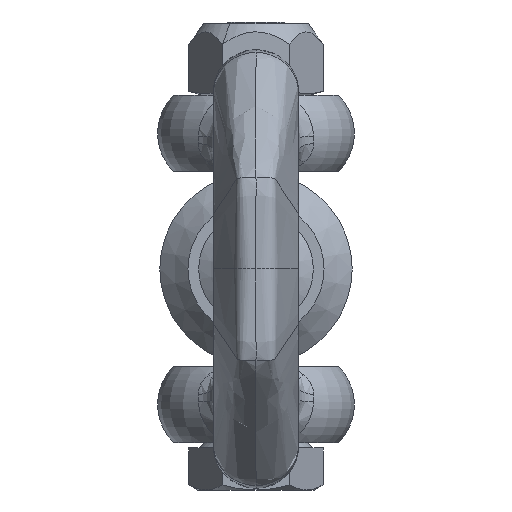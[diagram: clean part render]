
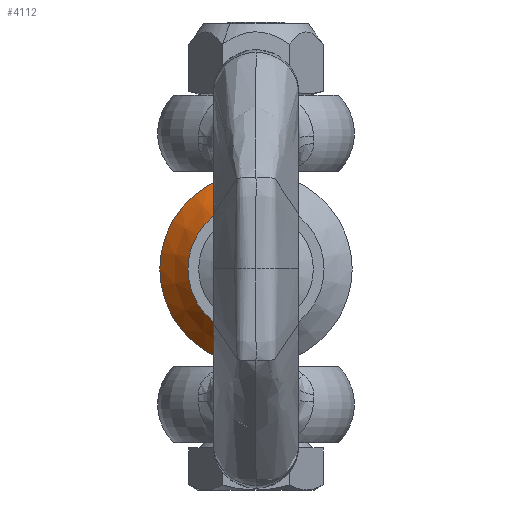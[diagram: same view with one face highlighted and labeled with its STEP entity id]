
A CAD part, left-side view. The second image highlights one B-rep face of the part: STEP entity #4112.
In plain terms, the highlighted conical face has half-angle 45 degrees and reference radius 10.75 mm.
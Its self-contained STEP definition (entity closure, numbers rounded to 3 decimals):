
#441 = VERTEX_POINT ( 'NONE', #20208 ) ;
#860 = DIRECTION ( 'NONE',  ( 0.707, 0., 0.707 ) ) ;
#877 = ORIENTED_EDGE ( 'NONE', *, *, #19158, .F. ) ;
#983 = FACE_OUTER_BOUND ( 'NONE', #1291, .T. ) ;
#1291 = EDGE_LOOP ( 'NONE', ( #877, #14498, #9510, #5175 ) ) ;
#3324 = DIRECTION ( 'NONE',  ( 0., 0., -1. ) ) ;
#4006 = AXIS2_PLACEMENT_3D ( 'NONE', #17845, #11897, #14848 ) ;
#4112 = ADVANCED_FACE ( 'NONE', ( #983 ), #8564, .T. ) ;
#4510 = CARTESIAN_POINT ( 'NONE',  ( 0., 0., 7.6 ) ) ;
#4552 = VERTEX_POINT ( 'NONE', #12578 ) ;
#5175 = ORIENTED_EDGE ( 'NONE', *, *, #17263, .F. ) ;
#5663 = AXIS2_PLACEMENT_3D ( 'NONE', #14703, #19534, #8450 ) ;
#6631 = VECTOR ( 'NONE', #11835, 1000. ) ;
#7223 = CARTESIAN_POINT ( 'NONE',  ( 3.15, 0., 0. ) ) ;
#7282 = CIRCLE ( 'NONE', #4006, 10.75 ) ;
#7798 = CARTESIAN_POINT ( 'NONE',  ( 3.15, 0., -10.75 ) ) ;
#8450 = DIRECTION ( 'NONE',  ( 0., 0., 1. ) ) ;
#8564 = CONICAL_SURFACE ( 'NONE', #14780, 10.75, 0.785 ) ;
#9233 = LINE ( 'NONE', #7798, #6631 ) ;
#9409 = LINE ( 'NONE', #13349, #15432 ) ;
#9510 = ORIENTED_EDGE ( 'NONE', *, *, #18878, .T. ) ;
#11835 = DIRECTION ( 'NONE',  ( 0.707, 0., -0.707 ) ) ;
#11872 = CIRCLE ( 'NONE', #5663, 7.6 ) ;
#11897 = DIRECTION ( 'NONE',  ( -1., 0., 0. ) ) ;
#12578 = CARTESIAN_POINT ( 'NONE',  ( 3.15, 0., -10.75 ) ) ;
#12664 = VERTEX_POINT ( 'NONE', #15325 ) ;
#13349 = CARTESIAN_POINT ( 'NONE',  ( 3.15, 0., 10.75 ) ) ;
#14498 = ORIENTED_EDGE ( 'NONE', *, *, #16250, .T. ) ;
#14703 = CARTESIAN_POINT ( 'NONE',  ( 0., 0., 0. ) ) ;
#14780 = AXIS2_PLACEMENT_3D ( 'NONE', #7223, #17365, #3324 ) ;
#14848 = DIRECTION ( 'NONE',  ( 0., 0., 1. ) ) ;
#15000 = VERTEX_POINT ( 'NONE', #4510 ) ;
#15325 = CARTESIAN_POINT ( 'NONE',  ( 3.15, 0., 10.75 ) ) ;
#15432 = VECTOR ( 'NONE', #860, 1000. ) ;
#16250 = EDGE_CURVE ( 'NONE', #15000, #12664, #9409, .T. ) ;
#17263 = EDGE_CURVE ( 'NONE', #441, #4552, #9233, .T. ) ;
#17365 = DIRECTION ( 'NONE',  ( 1., 0., 0. ) ) ;
#17845 = CARTESIAN_POINT ( 'NONE',  ( 3.15, 0., 0. ) ) ;
#18878 = EDGE_CURVE ( 'NONE', #12664, #4552, #7282, .T. ) ;
#19158 = EDGE_CURVE ( 'NONE', #15000, #441, #11872, .T. ) ;
#19534 = DIRECTION ( 'NONE',  ( -1., 0., 0. ) ) ;
#20208 = CARTESIAN_POINT ( 'NONE',  ( 0., 0., -7.6 ) ) ;
